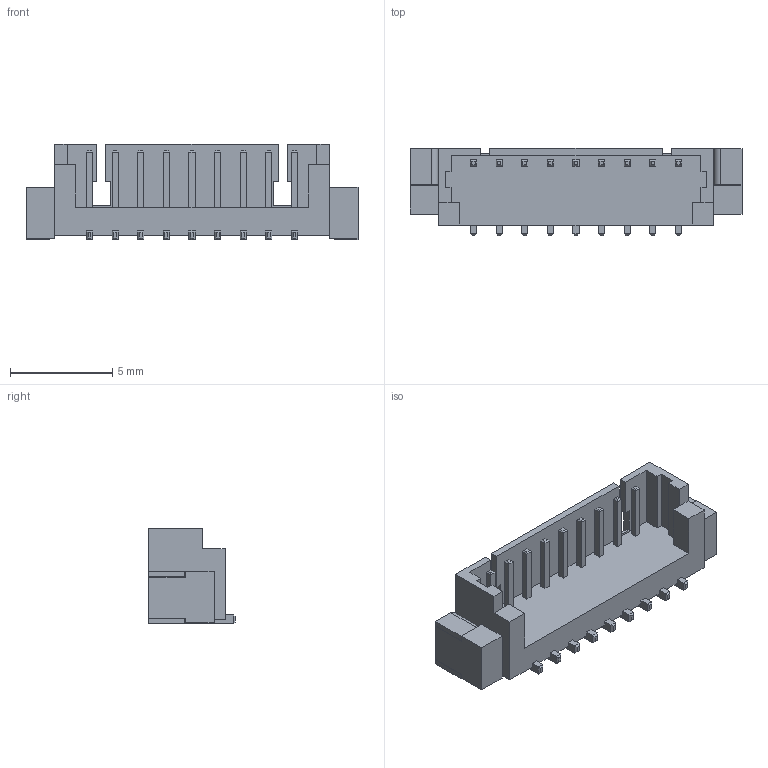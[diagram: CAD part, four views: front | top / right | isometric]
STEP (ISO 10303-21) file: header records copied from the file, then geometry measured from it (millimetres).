
FILE_DESCRIPTION(/* description */ ('Unknown'),/* implementation_level */ '2;1');
FILE_NAME(/* name */ 'JST - GH - SMD (V) - 9Pin - 1.25mm',/* time_stamp */ '2018-11-26T12:49:13-05:00',/* author */ ('Unknown'),/* organization */ ('Unknown'),/* preprocessor_version */ 'ST-DEVELOPER v16.7',/* originating_system */ 'DEX',/* authorisation */ $);
FILE_SCHEMA (('AUTOMOTIVE_DESIGN {1 0 10303 214 3 1 1}'));
Length unit declared in the file: millimetre
Products named in the file (1): JST - GH - SMD (V) - 9Pin - 1.25mm
Bounding box: 16.2 x 4.24 x 4.66 mm (x, y, z)
Volume: 119.7 mm3; surface area: 414.4 mm2
Topology: 3 solids, 23 shells, 442 faces, 1083 edges, 696 vertices
Faces by surface type: plane 390, bspline 40, cylinder 12
Entity records: 16862 total; most frequent: CARTESIAN_POINT 4188, ORIENTED_EDGE 2158, DIRECTION 1643, EDGE_CURVE 1079, LINE 789, VECTOR 789, VERTEX_POINT 696, EDGE_LOOP 467
